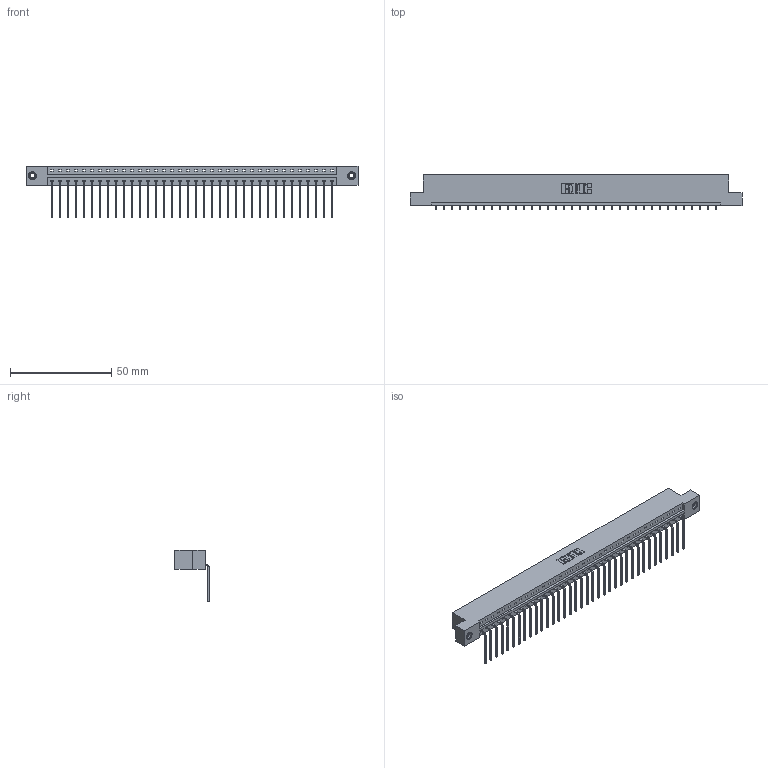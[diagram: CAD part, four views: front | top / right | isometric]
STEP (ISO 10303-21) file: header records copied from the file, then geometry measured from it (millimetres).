
FILE_DESCRIPTION (( 'STEP AP203' ), '1' );
FILE_NAME ('833-036-559-108.STEP', '2020-06-03T04:10:58', ( '' ), ( '' ), 'SwSTEP 2.0', 'SolidWorks 2020', '' );
FILE_SCHEMA (( 'CONFIG_CONTROL_DESIGN' ));
Length unit declared in the file: inch
Products named in the file (4): 833 Part_Flush - .156 Dia - TI; 345-292-001_558 559 Tail - 1; 833-036-559-108; 345-250-001_345-250-003-102
Assembly tree (39 placements, depth 2):
  833-036-559-108
    833 Part_Flush - .156 Dia - TI
    345-292-001_558 559 Tail - 1  x36
    345-250-001_345-250-003-102  x2
Bounding box: 164.19 x 17.09 x 25.53 mm (x, y, z)
Volume: 16583.5 mm3; surface area: 18665.2 mm2
Topology: 39 solids, 39 shells, 2334 faces, 6999 edges, 4610 vertices
Faces by surface type: plane 1686, cylinder 632, cone 12, torus 4
Entity records: 24054 total; most frequent: CARTESIAN_POINT 4133, ORIENTED_EDGE 4098, DIRECTION 3531, EDGE_CURVE 2049, VECTOR 1901, LINE 1901, VERTEX_POINT 1360, AXIS2_PLACEMENT_3D 815
